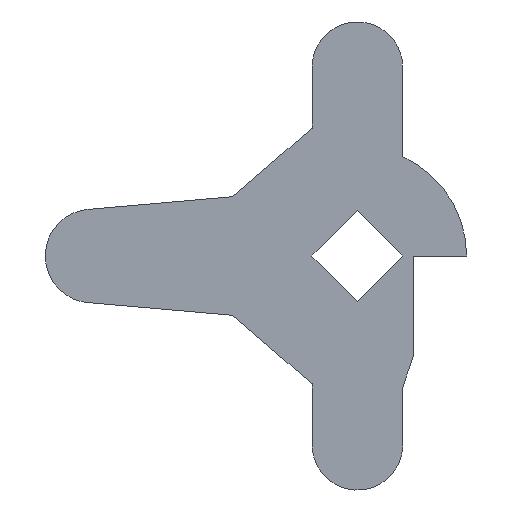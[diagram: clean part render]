
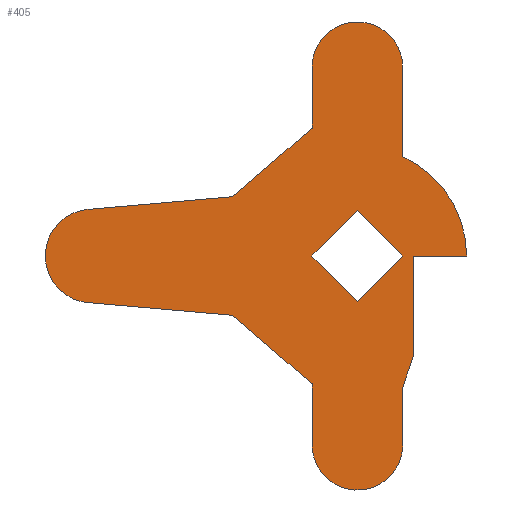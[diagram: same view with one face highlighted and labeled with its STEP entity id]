
A CAD part, front view. The second image highlights one B-rep face of the part: STEP entity #405.
In plain terms, the highlighted free-form (B-spline) face has degree [1, 1] with [2, 2] control points.
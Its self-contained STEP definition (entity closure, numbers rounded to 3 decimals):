
#225=CARTESIAN_POINT('',(-53.372,-3.2,41.246));
#226=CARTESIAN_POINT('',(20.872,-3.2,41.246));
#227=CARTESIAN_POINT('',(-53.372,-3.2,-41.246));
#228=CARTESIAN_POINT('',(20.872,-3.2,-41.246));
#229=B_SPLINE_SURFACE_WITH_KNOTS('',1,1,((#225,#227),(#226,#228)),.UNSPECIFIED.,.F.,.F.,.U.,(2,2),(2,2),(0.0,74.243),(0.0,82.493),.UNSPECIFIED.);
#230=CARTESIAN_POINT('',(-20.0,-3.2,9.5));
#231=VERTEX_POINT('',#230);
#232=CARTESIAN_POINT('',(-43.155,-3.2,7.471));
#233=VERTEX_POINT('',#232);
#234=CARTESIAN_POINT('',(-20.0,-3.2,9.5));
#235=CARTESIAN_POINT('',(-43.155,-3.2,7.471));
#236=QUASI_UNIFORM_CURVE('',1,(#234,#235),.UNSPECIFIED.,.F.,.U.);
#237=EDGE_CURVE('',#231,#233,#236,.T.);
#238=ORIENTED_EDGE('',*,*,#237,.T.);
#239=CARTESIAN_POINT('',(-43.155,-3.2,-7.471));
#240=VERTEX_POINT('',#239);
#241=CARTESIAN_POINT('',(-43.155,-3.2,7.471));
#242=CARTESIAN_POINT('',(-50.,-3.2,6.872));
#243=CARTESIAN_POINT('',(-50.,-3.2,0.));
#244=CARTESIAN_POINT('',(-50.,-3.2,-6.872));
#245=CARTESIAN_POINT('',(-43.155,-3.2,-7.471));
#253=(BOUNDED_CURVE()B_SPLINE_CURVE(2,(#241,#242,#243,#244,#245),.UNSPECIFIED.,.F.,.U.)B_SPLINE_CURVE_WITH_KNOTS((3,2,3),(0.0,0.5,1.0),.UNSPECIFIED.)CURVE()GEOMETRIC_REPRESENTATION_ITEM()RATIONAL_B_SPLINE_CURVE((1.0,0.737,1.0,0.737,1.0))REPRESENTATION_ITEM(''));
#254=EDGE_CURVE('',#233,#240,#253,.T.);
#255=ORIENTED_EDGE('',*,*,#254,.T.);
#256=CARTESIAN_POINT('',(-20.0,-3.2,-9.5));
#257=VERTEX_POINT('',#256);
#258=CARTESIAN_POINT('',(-43.155,-3.2,-7.471));
#259=CARTESIAN_POINT('',(-20.0,-3.2,-9.5));
#260=QUASI_UNIFORM_CURVE('',1,(#258,#259),.UNSPECIFIED.,.F.,.U.);
#261=EDGE_CURVE('',#240,#257,#260,.T.);
#262=ORIENTED_EDGE('',*,*,#261,.T.);
#263=CARTESIAN_POINT('',(-7.25,-3.2,-20.5));
#264=VERTEX_POINT('',#263);
#265=CARTESIAN_POINT('',(-20.0,-3.2,-9.5));
#266=CARTESIAN_POINT('',(-7.25,-3.2,-20.5));
#267=QUASI_UNIFORM_CURVE('',1,(#265,#266),.UNSPECIFIED.,.F.,.U.);
#268=EDGE_CURVE('',#257,#264,#267,.T.);
#269=ORIENTED_EDGE('',*,*,#268,.T.);
#270=CARTESIAN_POINT('',(-7.25,-3.2,-30.25));
#271=VERTEX_POINT('',#270);
#272=CARTESIAN_POINT('',(-7.25,-3.2,-20.5));
#273=CARTESIAN_POINT('',(-7.25,-3.2,-30.25));
#274=QUASI_UNIFORM_CURVE('',1,(#272,#273),.UNSPECIFIED.,.F.,.U.);
#275=EDGE_CURVE('',#264,#271,#274,.T.);
#276=ORIENTED_EDGE('',*,*,#275,.T.);
#277=CARTESIAN_POINT('',(7.25,-3.2,-30.25));
#278=VERTEX_POINT('',#277);
#279=CARTESIAN_POINT('',(-7.25,-3.2,-30.25));
#280=CARTESIAN_POINT('',(-7.25,-3.2,-37.5));
#281=CARTESIAN_POINT('',(0.0,-3.2,-37.5));
#282=CARTESIAN_POINT('',(7.25,-3.2,-37.5));
#283=CARTESIAN_POINT('',(7.25,-3.2,-30.25));
#291=(BOUNDED_CURVE()B_SPLINE_CURVE(2,(#279,#280,#281,#282,#283),.UNSPECIFIED.,.F.,.U.)B_SPLINE_CURVE_WITH_KNOTS((3,2,3),(0.0,0.5,1.0),.UNSPECIFIED.)CURVE()GEOMETRIC_REPRESENTATION_ITEM()RATIONAL_B_SPLINE_CURVE((1.0,0.707,1.0,0.707,1.0))REPRESENTATION_ITEM(''));
#292=EDGE_CURVE('',#271,#278,#291,.T.);
#293=ORIENTED_EDGE('',*,*,#292,.T.);
#294=CARTESIAN_POINT('',(7.25,-3.2,-21.0));
#295=VERTEX_POINT('',#294);
#296=CARTESIAN_POINT('',(7.25,-3.2,-30.25));
#297=CARTESIAN_POINT('',(7.25,-3.2,-21.0));
#298=QUASI_UNIFORM_CURVE('',1,(#296,#297),.UNSPECIFIED.,.F.,.U.);
#299=EDGE_CURVE('',#278,#295,#298,.T.);
#300=ORIENTED_EDGE('',*,*,#299,.T.);
#301=CARTESIAN_POINT('',(9.,-3.2,-16.0));
#302=VERTEX_POINT('',#301);
#303=CARTESIAN_POINT('',(7.25,-3.2,-21.0));
#304=CARTESIAN_POINT('',(9.,-3.2,-16.0));
#305=QUASI_UNIFORM_CURVE('',1,(#303,#304),.UNSPECIFIED.,.F.,.U.);
#306=EDGE_CURVE('',#295,#302,#305,.T.);
#307=ORIENTED_EDGE('',*,*,#306,.T.);
#308=CARTESIAN_POINT('',(9.,-3.2,0.0));
#309=VERTEX_POINT('',#308);
#310=CARTESIAN_POINT('',(9.,-3.2,-16.0));
#311=CARTESIAN_POINT('',(9.,-3.2,0.0));
#312=QUASI_UNIFORM_CURVE('',1,(#310,#311),.UNSPECIFIED.,.F.,.U.);
#313=EDGE_CURVE('',#302,#309,#312,.T.);
#314=ORIENTED_EDGE('',*,*,#313,.T.);
#315=CARTESIAN_POINT('',(17.5,-3.2,0.0));
#316=VERTEX_POINT('',#315);
#317=CARTESIAN_POINT('',(9.,-3.2,0.0));
#318=CARTESIAN_POINT('',(17.5,-3.2,0.0));
#319=QUASI_UNIFORM_CURVE('',1,(#317,#318),.UNSPECIFIED.,.F.,.U.);
#320=EDGE_CURVE('',#309,#316,#319,.T.);
#321=ORIENTED_EDGE('',*,*,#320,.T.);
#322=CARTESIAN_POINT('',(7.25,-3.2,15.928));
#323=VERTEX_POINT('',#322);
#324=CARTESIAN_POINT('',(17.5,-3.2,0.0));
#325=CARTESIAN_POINT('',(17.5,-3.2,11.262));
#326=CARTESIAN_POINT('',(7.25,-3.2,15.928));
#334=(BOUNDED_CURVE()B_SPLINE_CURVE(2,(#324,#325,#326),.UNSPECIFIED.,.F.,.U.)CURVE()GEOMETRIC_REPRESENTATION_ITEM()QUASI_UNIFORM_CURVE()RATIONAL_B_SPLINE_CURVE((1.0,0.841,1.0))REPRESENTATION_ITEM(''));
#335=EDGE_CURVE('',#316,#323,#334,.T.);
#336=ORIENTED_EDGE('',*,*,#335,.T.);
#337=CARTESIAN_POINT('',(7.25,-3.2,30.25));
#338=VERTEX_POINT('',#337);
#339=CARTESIAN_POINT('',(7.25,-3.2,15.928));
#340=CARTESIAN_POINT('',(7.25,-3.2,30.25));
#341=QUASI_UNIFORM_CURVE('',1,(#339,#340),.UNSPECIFIED.,.F.,.U.);
#342=EDGE_CURVE('',#323,#338,#341,.T.);
#343=ORIENTED_EDGE('',*,*,#342,.T.);
#344=CARTESIAN_POINT('',(-7.25,-3.2,30.25));
#345=VERTEX_POINT('',#344);
#346=CARTESIAN_POINT('',(7.25,-3.2,30.25));
#347=CARTESIAN_POINT('',(7.25,-3.2,37.5));
#348=CARTESIAN_POINT('',(0.0,-3.2,37.5));
#349=CARTESIAN_POINT('',(-7.25,-3.2,37.5));
#350=CARTESIAN_POINT('',(-7.25,-3.2,30.25));
#358=(BOUNDED_CURVE()B_SPLINE_CURVE(2,(#346,#347,#348,#349,#350),.UNSPECIFIED.,.F.,.U.)B_SPLINE_CURVE_WITH_KNOTS((3,2,3),(0.0,0.5,1.0),.UNSPECIFIED.)CURVE()GEOMETRIC_REPRESENTATION_ITEM()RATIONAL_B_SPLINE_CURVE((1.0,0.707,1.0,0.707,1.0))REPRESENTATION_ITEM(''));
#359=EDGE_CURVE('',#338,#345,#358,.T.);
#360=ORIENTED_EDGE('',*,*,#359,.T.);
#361=CARTESIAN_POINT('',(-7.25,-3.2,20.5));
#362=VERTEX_POINT('',#361);
#363=CARTESIAN_POINT('',(-7.25,-3.2,30.25));
#364=CARTESIAN_POINT('',(-7.25,-3.2,20.5));
#365=QUASI_UNIFORM_CURVE('',1,(#363,#364),.UNSPECIFIED.,.F.,.U.);
#366=EDGE_CURVE('',#345,#362,#365,.T.);
#367=ORIENTED_EDGE('',*,*,#366,.T.);
#368=CARTESIAN_POINT('',(-7.25,-3.2,20.5));
#369=CARTESIAN_POINT('',(-20.0,-3.2,9.5));
#370=QUASI_UNIFORM_CURVE('',1,(#368,#369),.UNSPECIFIED.,.F.,.U.);
#371=EDGE_CURVE('',#362,#231,#370,.T.);
#372=ORIENTED_EDGE('',*,*,#371,.T.);
#373=EDGE_LOOP('',(#238,#255,#262,#269,#276,#293,#300,#307,#314,#321,#336,#343,#360,#367,#372));
#374=FACE_OUTER_BOUND('',#373,.T.);
#375=CARTESIAN_POINT('',(-7.283,-3.2,0.0));
#376=VERTEX_POINT('',#375);
#377=CARTESIAN_POINT('',(0.0,-3.2,-7.283));
#378=VERTEX_POINT('',#377);
#379=CARTESIAN_POINT('',(-7.283,-3.2,0.0));
#380=CARTESIAN_POINT('',(0.0,-3.2,-7.283));
#381=QUASI_UNIFORM_CURVE('',1,(#379,#380),.UNSPECIFIED.,.F.,.U.);
#382=EDGE_CURVE('',#376,#378,#381,.T.);
#383=ORIENTED_EDGE('',*,*,#382,.F.);
#384=CARTESIAN_POINT('',(0.0,-3.2,7.283));
#385=VERTEX_POINT('',#384);
#386=CARTESIAN_POINT('',(0.0,-3.2,7.283));
#387=CARTESIAN_POINT('',(-7.283,-3.2,0.0));
#388=QUASI_UNIFORM_CURVE('',1,(#386,#387),.UNSPECIFIED.,.F.,.U.);
#389=EDGE_CURVE('',#385,#376,#388,.T.);
#390=ORIENTED_EDGE('',*,*,#389,.F.);
#391=CARTESIAN_POINT('',(7.283,-3.2,0.0));
#392=VERTEX_POINT('',#391);
#393=CARTESIAN_POINT('',(7.283,-3.2,0.0));
#394=CARTESIAN_POINT('',(0.0,-3.2,7.283));
#395=QUASI_UNIFORM_CURVE('',1,(#393,#394),.UNSPECIFIED.,.F.,.U.);
#396=EDGE_CURVE('',#392,#385,#395,.T.);
#397=ORIENTED_EDGE('',*,*,#396,.F.);
#398=CARTESIAN_POINT('',(0.0,-3.2,-7.283));
#399=CARTESIAN_POINT('',(7.283,-3.2,0.0));
#400=QUASI_UNIFORM_CURVE('',1,(#398,#399),.UNSPECIFIED.,.F.,.U.);
#401=EDGE_CURVE('',#378,#392,#400,.T.);
#402=ORIENTED_EDGE('',*,*,#401,.F.);
#403=EDGE_LOOP('',(#383,#390,#397,#402));
#404=FACE_BOUND('',#403,.T.);
#405=ADVANCED_FACE('',(#374,#404),#229,.F.);
